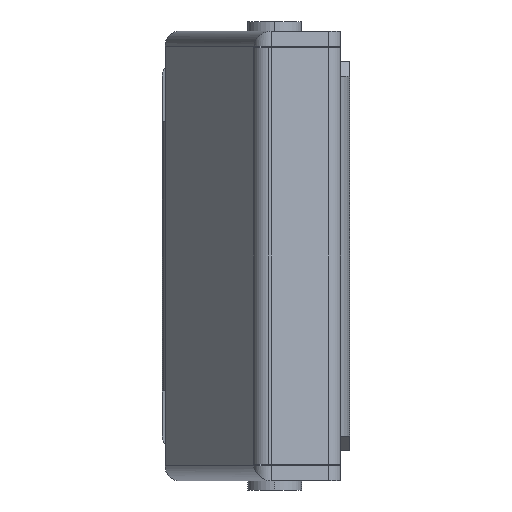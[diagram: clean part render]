
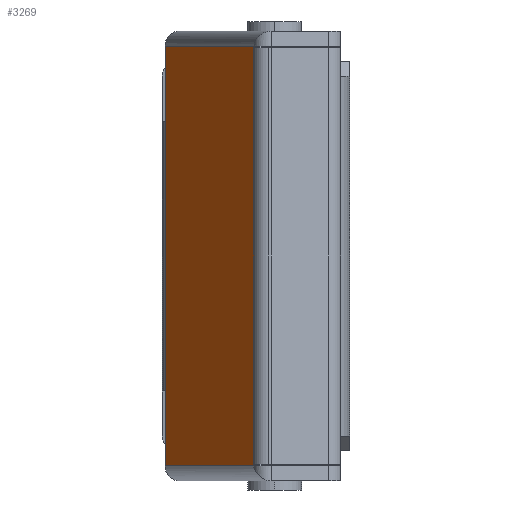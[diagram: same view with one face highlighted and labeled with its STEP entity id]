
A CAD part, left-side view. The second image highlights one B-rep face of the part: STEP entity #3269.
In plain terms, the highlighted face is planar.
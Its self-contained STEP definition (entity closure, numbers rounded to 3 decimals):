
#65 = VERTEX_POINT ( 'NONE', #153 ) ;
#153 = CARTESIAN_POINT ( 'NONE',  ( -14., 7.5, -14. ) ) ;
#692 = DIRECTION ( 'NONE',  ( -0.985, -0.174, 0. ) ) ;
#758 = ORIENTED_EDGE ( 'NONE', *, *, #4809, .T. ) ;
#853 = DIRECTION ( 'NONE',  ( 0., 0., -1. ) ) ;
#904 = PLANE ( 'NONE',  #2004 ) ;
#1147 = VERTEX_POINT ( 'NONE', #4450 ) ;
#1277 = CARTESIAN_POINT ( 'NONE',  ( -14., 7.5, 15. ) ) ;
#1373 = CARTESIAN_POINT ( 'NONE',  ( -45.174, 2.003, 13.9 ) ) ;
#1591 = CARTESIAN_POINT ( 'NONE',  ( -45.174, 2.003, -13.9 ) ) ;
#1634 = VERTEX_POINT ( 'NONE', #1373 ) ;
#1799 = DIRECTION ( 'NONE',  ( 0.985, 0.174, 0. ) ) ;
#1962 = LINE ( 'NONE', #2631, #5304 ) ;
#2004 = AXIS2_PLACEMENT_3D ( 'NONE', #4251, #3236, #1799 ) ;
#2019 = VECTOR ( 'NONE', #692, 1000. ) ;
#2304 = VERTEX_POINT ( 'NONE', #1591 ) ;
#2334 = EDGE_CURVE ( 'NONE', #1634, #1147, #4428, .T. ) ;
#2348 = EDGE_CURVE ( 'NONE', #1634, #2304, #3693, .T. ) ;
#2377 = VERTEX_POINT ( 'NONE', #3571 ) ;
#2389 = LINE ( 'NONE', #5544, #6116 ) ;
#2408 = FACE_OUTER_BOUND ( 'NONE', #2542, .T. ) ;
#2542 = EDGE_LOOP ( 'NONE', ( #4653, #758, #3497, #4989, #3339, #3869 ) ) ;
#2631 = CARTESIAN_POINT ( 'NONE',  ( -14., 7.5, 14. ) ) ;
#3236 = DIRECTION ( 'NONE',  ( 0.174, -0.985, 0. ) ) ;
#3254 = LINE ( 'NONE', #1277, #5624 ) ;
#3269 = ADVANCED_FACE ( 'NONE', ( #2408 ), #904, .F. ) ;
#3291 = LINE ( 'NONE', #3946, #2019 ) ;
#3339 = ORIENTED_EDGE ( 'NONE', *, *, #3453, .T. ) ;
#3416 = CARTESIAN_POINT ( 'NONE',  ( -45.174, 2.003, -14. ) ) ;
#3453 = EDGE_CURVE ( 'NONE', #1147, #2377, #1962, .T. ) ;
#3495 = DIRECTION ( 'NONE',  ( 0., 0., 1. ) ) ;
#3497 = ORIENTED_EDGE ( 'NONE', *, *, #2348, .F. ) ;
#3571 = CARTESIAN_POINT ( 'NONE',  ( -14., 7.5, 14. ) ) ;
#3693 = LINE ( 'NONE', #5848, #3816 ) ;
#3789 = CARTESIAN_POINT ( 'NONE',  ( -45.174, 2.003, -14. ) ) ;
#3816 = VECTOR ( 'NONE', #5871, 1000. ) ;
#3869 = ORIENTED_EDGE ( 'NONE', *, *, #5219, .T. ) ;
#3946 = CARTESIAN_POINT ( 'NONE',  ( -45.174, 2.003, -14. ) ) ;
#4078 = DIRECTION ( 'NONE',  ( 0., 0., 1. ) ) ;
#4251 = CARTESIAN_POINT ( 'NONE',  ( -45.174, 2.003, 15. ) ) ;
#4428 = LINE ( 'NONE', #3416, #5537 ) ;
#4450 = CARTESIAN_POINT ( 'NONE',  ( -45.174, 2.003, 14. ) ) ;
#4653 = ORIENTED_EDGE ( 'NONE', *, *, #4660, .T. ) ;
#4660 = EDGE_CURVE ( 'NONE', #65, #6086, #3291, .T. ) ;
#4809 = EDGE_CURVE ( 'NONE', #6086, #2304, #2389, .T. ) ;
#4989 = ORIENTED_EDGE ( 'NONE', *, *, #2334, .T. ) ;
#5219 = EDGE_CURVE ( 'NONE', #2377, #65, #3254, .T. ) ;
#5304 = VECTOR ( 'NONE', #5472, 1000. ) ;
#5472 = DIRECTION ( 'NONE',  ( 0.985, 0.174, 0. ) ) ;
#5537 = VECTOR ( 'NONE', #3495, 1000. ) ;
#5544 = CARTESIAN_POINT ( 'NONE',  ( -45.174, 2.003, -14. ) ) ;
#5624 = VECTOR ( 'NONE', #853, 1000. ) ;
#5848 = CARTESIAN_POINT ( 'NONE',  ( -45.174, 2.003, 13.9 ) ) ;
#5871 = DIRECTION ( 'NONE',  ( 0., 0., -1. ) ) ;
#6086 = VERTEX_POINT ( 'NONE', #3789 ) ;
#6116 = VECTOR ( 'NONE', #4078, 1000. ) ;
